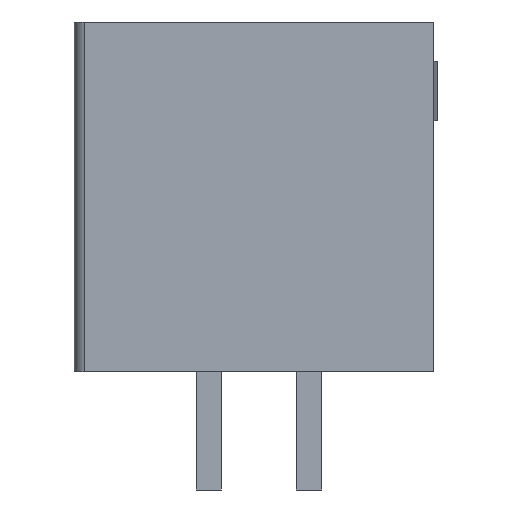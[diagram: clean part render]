
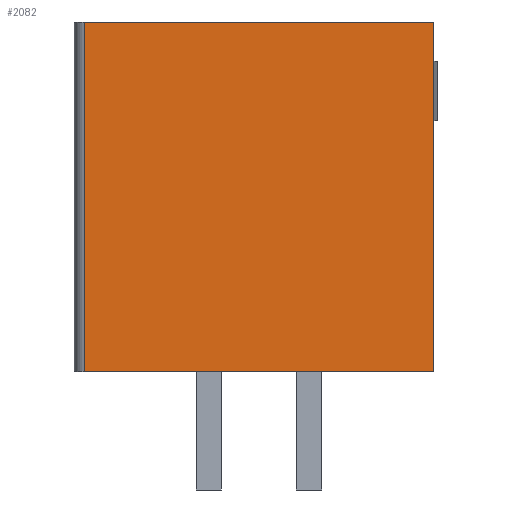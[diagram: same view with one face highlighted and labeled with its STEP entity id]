
A CAD part, left-side view. The second image highlights one B-rep face of the part: STEP entity #2082.
In plain terms, the highlighted planar face has unit normal (-1, 0, 0).
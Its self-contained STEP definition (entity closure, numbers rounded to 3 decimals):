
#51 = VERTEX_POINT('',#52);
#52 = CARTESIAN_POINT('',(-5.1,-3.155,8.85));
#58 = EDGE_CURVE('',#51,#59,#61,.T.);
#59 = VERTEX_POINT('',#60);
#60 = CARTESIAN_POINT('',(-5.1,-3.155,0.));
#61 = LINE('',#62,#63);
#62 = CARTESIAN_POINT('',(-5.1,-3.155,8.85));
#63 = VECTOR('',#64,1.);
#64 = DIRECTION('',(0.,0.,-1.));
#261 = VERTEX_POINT('',#262);
#262 = CARTESIAN_POINT('',(-5.1,5.695,0.));
#268 = EDGE_CURVE('',#269,#261,#271,.T.);
#269 = VERTEX_POINT('',#270);
#270 = CARTESIAN_POINT('',(-5.1,5.695,8.85));
#271 = LINE('',#272,#273);
#272 = CARTESIAN_POINT('',(-5.1,5.695,8.85));
#273 = VECTOR('',#274,1.);
#274 = DIRECTION('',(0.,0.,-1.));
#890 = EDGE_CURVE('',#261,#59,#891,.T.);
#891 = LINE('',#892,#893);
#892 = CARTESIAN_POINT('',(-5.1,5.695,0.));
#893 = VECTOR('',#894,1.);
#894 = DIRECTION('',(0.,-1.,0.));
#2082 = ADVANCED_FACE('',(#2083),#2094,.F.);
#2083 = FACE_BOUND('',#2084,.T.);
#2084 = EDGE_LOOP('',(#2085,#2086,#2087,#2093));
#2085 = ORIENTED_EDGE('',*,*,#890,.T.);
#2086 = ORIENTED_EDGE('',*,*,#58,.F.);
#2087 = ORIENTED_EDGE('',*,*,#2088,.F.);
#2088 = EDGE_CURVE('',#269,#51,#2089,.T.);
#2089 = LINE('',#2090,#2091);
#2090 = CARTESIAN_POINT('',(-5.1,5.695,8.85));
#2091 = VECTOR('',#2092,1.);
#2092 = DIRECTION('',(0.,-1.,0.));
#2093 = ORIENTED_EDGE('',*,*,#268,.T.);
#2094 = PLANE('',#2095);
#2095 = AXIS2_PLACEMENT_3D('',#2096,#2097,#2098);
#2096 = CARTESIAN_POINT('',(-5.1,5.695,8.85));
#2097 = DIRECTION('',(1.,0.,0.));
#2098 = DIRECTION('',(0.,1.,0.));
